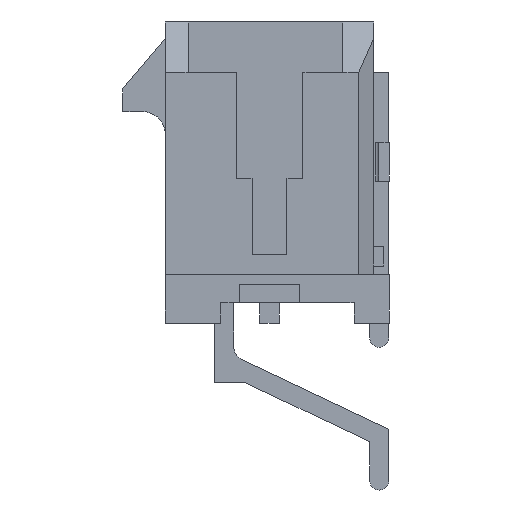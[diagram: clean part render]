
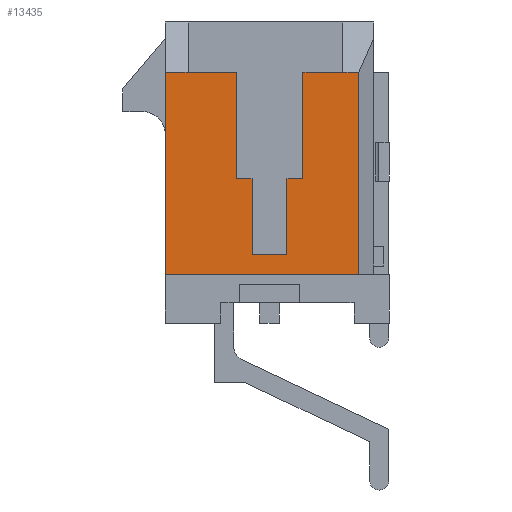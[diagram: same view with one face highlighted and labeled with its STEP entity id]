
A CAD part, left-side view. The second image highlights one B-rep face of the part: STEP entity #13435.
In plain terms, the highlighted planar face has unit normal (-1, 0, 0).
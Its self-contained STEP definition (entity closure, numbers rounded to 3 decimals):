
#3582=DIRECTION('',(0.,0.,-1.));
#3583=VECTOR('',#3582,3.5);
#3584=CARTESIAN_POINT('',(-15.325,-1.1,3.305));
#3585=LINE('',#3584,#3583);
#3586=DIRECTION('',(0.,1.,0.));
#3587=VECTOR('',#3586,1.31);
#3588=CARTESIAN_POINT('',(-15.325,-2.41,3.305));
#3589=LINE('',#3588,#3587);
#3590=DIRECTION('',(0.,-1.,0.));
#3591=VECTOR('',#3590,0.52);
#3592=CARTESIAN_POINT('',(-15.325,-2.41,3.305));
#3593=LINE('',#3592,#3591);
#3594=DIRECTION('',(0.,0.,-1.));
#3595=VECTOR('',#3594,6.66);
#3596=CARTESIAN_POINT('',(-15.325,-2.93,3.305));
#3597=LINE('',#3596,#3595);
#3598=DIRECTION('',(0.,1.,0.));
#3599=VECTOR('',#3598,6.36);
#3600=CARTESIAN_POINT('',(-15.325,-2.93,-3.355));
#3601=LINE('',#3600,#3599);
#3602=DIRECTION('',(0.,0.,1.));
#3603=VECTOR('',#3602,6.66);
#3604=CARTESIAN_POINT('',(-15.325,3.43,-3.355));
#3605=LINE('',#3604,#3603);
#3606=DIRECTION('',(0.,-1.,0.));
#3607=VECTOR('',#3606,0.75);
#3608=CARTESIAN_POINT('',(-15.325,3.43,3.305));
#3609=LINE('',#3608,#3607);
#3610=DIRECTION('',(0.,1.,0.));
#3611=VECTOR('',#3610,1.58);
#3612=CARTESIAN_POINT('',(-15.325,1.1,3.305));
#3613=LINE('',#3612,#3611);
#3614=DIRECTION('',(0.,0.,-1.));
#3615=VECTOR('',#3614,3.5);
#3616=CARTESIAN_POINT('',(-15.325,1.1,3.305));
#3617=LINE('',#3616,#3615);
#3618=DIRECTION('',(0.,1.,0.));
#3619=VECTOR('',#3618,0.525);
#3620=CARTESIAN_POINT('',(-15.325,0.575,-0.195));
#3621=LINE('',#3620,#3619);
#3622=DIRECTION('',(0.,0.,1.));
#3623=VECTOR('',#3622,2.5);
#3624=CARTESIAN_POINT('',(-15.325,0.575,-2.695));
#3625=LINE('',#3624,#3623);
#3626=DIRECTION('',(0.,1.,0.));
#3627=VECTOR('',#3626,1.15);
#3628=CARTESIAN_POINT('',(-15.325,-0.575,-2.695));
#3629=LINE('',#3628,#3627);
#3630=DIRECTION('',(0.,0.,-1.));
#3631=VECTOR('',#3630,2.5);
#3632=CARTESIAN_POINT('',(-15.325,-0.575,-0.195));
#3633=LINE('',#3632,#3631);
#3634=DIRECTION('',(0.,1.,0.));
#3635=VECTOR('',#3634,0.525);
#3636=CARTESIAN_POINT('',(-15.325,-1.1,-0.195));
#3637=LINE('',#3636,#3635);
#7298=CARTESIAN_POINT('',(-15.325,3.43,3.305));
#7300=VERTEX_POINT('',#7298);
#7349=CARTESIAN_POINT('',(-15.325,2.68,3.305));
#7350=VERTEX_POINT('',#7349);
#7351=CARTESIAN_POINT('',(-15.325,-2.41,3.305));
#7352=VERTEX_POINT('',#7351);
#7471=CARTESIAN_POINT('',(-15.325,-1.1,3.305));
#7472=CARTESIAN_POINT('',(-15.325,-1.1,-0.195));
#7473=VERTEX_POINT('',#7471);
#7474=VERTEX_POINT('',#7472);
#7475=CARTESIAN_POINT('',(-15.325,-0.575,-0.195));
#7476=VERTEX_POINT('',#7475);
#7477=CARTESIAN_POINT('',(-15.325,-0.575,-2.695));
#7478=VERTEX_POINT('',#7477);
#7479=CARTESIAN_POINT('',(-15.325,0.575,-2.695));
#7480=VERTEX_POINT('',#7479);
#7481=CARTESIAN_POINT('',(-15.325,0.575,-0.195));
#7482=VERTEX_POINT('',#7481);
#7483=CARTESIAN_POINT('',(-15.325,1.1,-0.195));
#7484=VERTEX_POINT('',#7483);
#7485=CARTESIAN_POINT('',(-15.325,1.1,3.305));
#7486=VERTEX_POINT('',#7485);
#8571=CARTESIAN_POINT('',(-15.325,3.43,-3.355));
#8572=VERTEX_POINT('',#8571);
#8577=CARTESIAN_POINT('',(-15.325,-2.93,3.305));
#8578=VERTEX_POINT('',#8577);
#8579=CARTESIAN_POINT('',(-15.325,-2.93,-3.355));
#8580=VERTEX_POINT('',#8579);
#13405=CARTESIAN_POINT('',(-15.325,0.,0.));
#13406=DIRECTION('',(1.,0.,0.));
#13407=DIRECTION('',(0.,0.,-1.));
#13408=AXIS2_PLACEMENT_3D('',#13405,#13406,#13407);
#13409=PLANE('',#13408);
#13411=ORIENTED_EDGE('',*,*,#13410,.F.);
#13413=ORIENTED_EDGE('',*,*,#13412,.F.);
#13415=ORIENTED_EDGE('',*,*,#13414,.T.);
#13416=ORIENTED_EDGE('',*,*,#10390,.T.);
#13417=ORIENTED_EDGE('',*,*,#10431,.T.);
#13419=ORIENTED_EDGE('',*,*,#13418,.T.);
#13421=ORIENTED_EDGE('',*,*,#13420,.T.);
#13423=ORIENTED_EDGE('',*,*,#13422,.F.);
#13425=ORIENTED_EDGE('',*,*,#13424,.T.);
#13427=ORIENTED_EDGE('',*,*,#13426,.F.);
#13428=ORIENTED_EDGE('',*,*,#13398,.F.);
#13429=ORIENTED_EDGE('',*,*,#13284,.F.);
#13430=ORIENTED_EDGE('',*,*,#13355,.F.);
#13432=ORIENTED_EDGE('',*,*,#13431,.F.);
#13433=EDGE_LOOP('',(#13411,#13413,#13415,#13416,#13417,#13419,#13421,#13423,
#13425,#13427,#13428,#13429,#13430,#13432));
#13434=FACE_OUTER_BOUND('',#13433,.F.);
#13435=ADVANCED_FACE('',(#13434),#13409,.F.);
#10390=EDGE_CURVE('',#8578,#8580,#3597,.T.);
#10431=EDGE_CURVE('',#8580,#8572,#3601,.T.);
#13284=EDGE_CURVE('',#7478,#7480,#3629,.T.);
#13355=EDGE_CURVE('',#7476,#7478,#3633,.T.);
#13398=EDGE_CURVE('',#7480,#7482,#3625,.T.);
#13410=EDGE_CURVE('',#7473,#7474,#3585,.T.);
#13412=EDGE_CURVE('',#7352,#7473,#3589,.T.);
#13414=EDGE_CURVE('',#7352,#8578,#3593,.T.);
#13418=EDGE_CURVE('',#8572,#7300,#3605,.T.);
#13420=EDGE_CURVE('',#7300,#7350,#3609,.T.);
#13422=EDGE_CURVE('',#7486,#7350,#3613,.T.);
#13424=EDGE_CURVE('',#7486,#7484,#3617,.T.);
#13426=EDGE_CURVE('',#7482,#7484,#3621,.T.);
#13431=EDGE_CURVE('',#7474,#7476,#3637,.T.);
